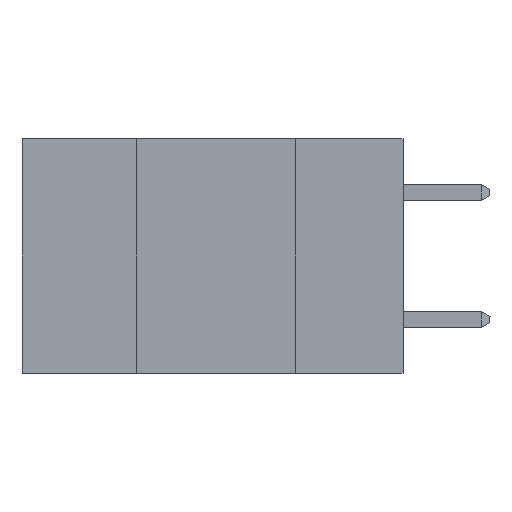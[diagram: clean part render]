
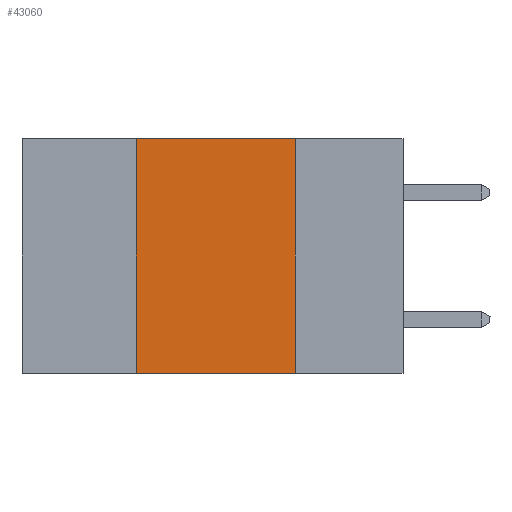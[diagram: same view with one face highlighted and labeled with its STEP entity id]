
A CAD part, left-side view. The second image highlights one B-rep face of the part: STEP entity #43060.
In plain terms, the highlighted planar face has unit normal (-1, 0, 0).
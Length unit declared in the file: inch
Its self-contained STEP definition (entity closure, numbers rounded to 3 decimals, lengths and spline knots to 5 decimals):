
#303 = PLANE ( 'NONE',  #14846 ) ;
#361 = VECTOR ( 'NONE', #38272, 39.37008 ) ;
#1530 = EDGE_CURVE ( 'NONE', #1681, #42603, #45132, .T. ) ;
#1681 = VERTEX_POINT ( 'NONE', #8006 ) ;
#2191 = ORIENTED_EDGE ( 'NONE', *, *, #25794, .F. ) ;
#2795 = EDGE_LOOP ( 'NONE', ( #13749, #2191, #33526, #5582 ) ) ;
#2829 = DIRECTION ( 'NONE',  ( 1., 0., 0. ) ) ;
#3243 = LINE ( 'NONE', #9892, #37811 ) ;
#5582 = ORIENTED_EDGE ( 'NONE', *, *, #6567, .T. ) ;
#6567 = EDGE_CURVE ( 'NONE', #1681, #40666, #39452, .T. ) ;
#8006 = CARTESIAN_POINT ( 'NONE',  ( 0., 0.42, -0.37 ) ) ;
#9892 = CARTESIAN_POINT ( 'NONE',  ( 0., 0.6, 0. ) ) ;
#12167 = DIRECTION ( 'NONE',  ( 0., -1., 0. ) ) ;
#12616 = VECTOR ( 'NONE', #44971, 39.37008 ) ;
#13749 = ORIENTED_EDGE ( 'NONE', *, *, #18928, .F. ) ;
#14846 = AXIS2_PLACEMENT_3D ( 'NONE', #37674, #2829, #30793 ) ;
#18124 = CARTESIAN_POINT ( 'NONE',  ( 0., 0.17, -0.37 ) ) ;
#18928 = EDGE_CURVE ( 'NONE', #38696, #40666, #38091, .T. ) ;
#19703 = VECTOR ( 'NONE', #12167, 39.37008 ) ;
#25794 = EDGE_CURVE ( 'NONE', #42603, #38696, #3243, .T. ) ;
#26227 = CARTESIAN_POINT ( 'NONE',  ( 0., 0.17, 0. ) ) ;
#27553 = CARTESIAN_POINT ( 'NONE',  ( 0., 0.17, 0. ) ) ;
#28401 = CARTESIAN_POINT ( 'NONE',  ( 0., 0.42, 0. ) ) ;
#30793 = DIRECTION ( 'NONE',  ( 0., 0., -1. ) ) ;
#33526 = ORIENTED_EDGE ( 'NONE', *, *, #1530, .F. ) ;
#34275 = CARTESIAN_POINT ( 'NONE',  ( 0., 0.42, 0. ) ) ;
#37636 = DIRECTION ( 'NONE',  ( 0., -1., 0. ) ) ;
#37674 = CARTESIAN_POINT ( 'NONE',  ( 0., 0.6, 0. ) ) ;
#37811 = VECTOR ( 'NONE', #37636, 39.37008 ) ;
#38091 = LINE ( 'NONE', #27553, #12616 ) ;
#38272 = DIRECTION ( 'NONE',  ( 0., 0., 1. ) ) ;
#38696 = VERTEX_POINT ( 'NONE', #26227 ) ;
#39452 = LINE ( 'NONE', #43554, #19703 ) ;
#40666 = VERTEX_POINT ( 'NONE', #18124 ) ;
#41097 = FACE_OUTER_BOUND ( 'NONE', #2795, .T. ) ;
#42603 = VERTEX_POINT ( 'NONE', #34275 ) ;
#43060 = ADVANCED_FACE ( 'NONE', ( #41097 ), #303, .F. ) ;
#43554 = CARTESIAN_POINT ( 'NONE',  ( 0., 0.6, -0.37 ) ) ;
#44971 = DIRECTION ( 'NONE',  ( 0., 0., -1. ) ) ;
#45132 = LINE ( 'NONE', #28401, #361 ) ;
